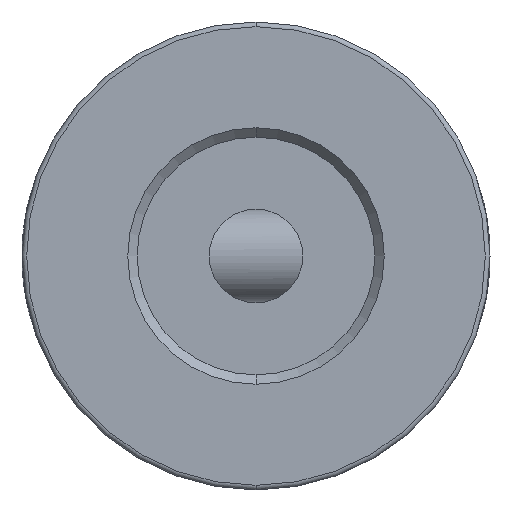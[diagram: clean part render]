
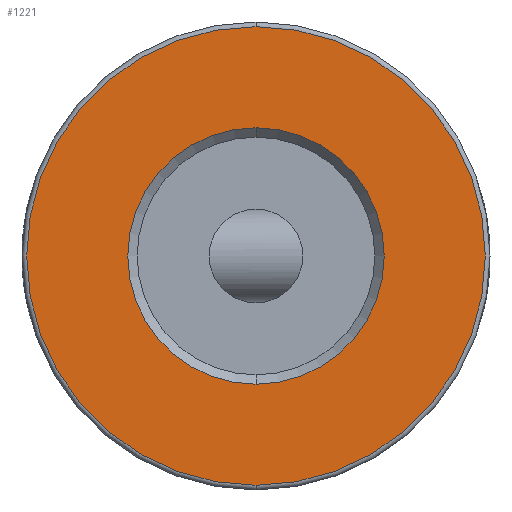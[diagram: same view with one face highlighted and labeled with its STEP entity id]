
A CAD part, front view. The second image highlights one B-rep face of the part: STEP entity #1221.
In plain terms, the highlighted planar face has unit normal (0, -1, 0).
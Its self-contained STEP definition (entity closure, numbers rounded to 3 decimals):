
#61 = FACE_BOUND ( 'NONE', #1579, .T. ) ;
#97 = CARTESIAN_POINT ( 'NONE',  ( -22.505, -24.002, 43.15 ) ) ;
#164 = DIRECTION ( 'NONE',  ( 0., -1., 0. ) ) ;
#181 = CARTESIAN_POINT ( 'NONE',  ( -22.505, -24.002, 50. ) ) ;
#285 = ORIENTED_EDGE ( 'NONE', *, *, #1511, .T. ) ;
#319 = CARTESIAN_POINT ( 'NONE',  ( -22.505, -24.002, 50. ) ) ;
#337 = CARTESIAN_POINT ( 'NONE',  ( -22.505, -24.002, 56.85 ) ) ;
#389 = ORIENTED_EDGE ( 'NONE', *, *, #2636, .T. ) ;
#409 = ORIENTED_EDGE ( 'NONE', *, *, #552, .T. ) ;
#443 = AXIS2_PLACEMENT_3D ( 'NONE', #884, #1121, #1157 ) ;
#455 = EDGE_LOOP ( 'NONE', ( #409, #285 ) ) ;
#552 = EDGE_CURVE ( 'NONE', #1793, #1648, #1378, .T. ) ;
#586 = CARTESIAN_POINT ( 'NONE',  ( -22.505, -24.002, 62.25 ) ) ;
#607 = AXIS2_PLACEMENT_3D ( 'NONE', #181, #164, #995 ) ;
#766 = CIRCLE ( 'NONE', #1828, 12.25 ) ;
#884 = CARTESIAN_POINT ( 'NONE',  ( -22.505, -24.002, 50. ) ) ;
#995 = DIRECTION ( 'NONE',  ( 0., 0., 1. ) ) ;
#1011 = CARTESIAN_POINT ( 'NONE',  ( -22.505, -24.002, 50. ) ) ;
#1035 = VERTEX_POINT ( 'NONE', #97 ) ;
#1121 = DIRECTION ( 'NONE',  ( 0., 1., 0. ) ) ;
#1157 = DIRECTION ( 'NONE',  ( 0., 0., 1. ) ) ;
#1221 = ADVANCED_FACE ( 'NONE', ( #2451, #61 ), #2756, .F. ) ;
#1378 = CIRCLE ( 'NONE', #607, 12.25 ) ;
#1385 = DIRECTION ( 'NONE',  ( 0., -1., 0. ) ) ;
#1511 = EDGE_CURVE ( 'NONE', #1648, #1793, #766, .T. ) ;
#1548 = CIRCLE ( 'NONE', #1714, 6.85 ) ;
#1579 = EDGE_LOOP ( 'NONE', ( #389, #2051 ) ) ;
#1596 = VERTEX_POINT ( 'NONE', #337 ) ;
#1602 = AXIS2_PLACEMENT_3D ( 'NONE', #1011, #3081, #2869 ) ;
#1648 = VERTEX_POINT ( 'NONE', #3104 ) ;
#1714 = AXIS2_PLACEMENT_3D ( 'NONE', #2186, #2757, #3277 ) ;
#1793 = VERTEX_POINT ( 'NONE', #586 ) ;
#1828 = AXIS2_PLACEMENT_3D ( 'NONE', #319, #1385, #3254 ) ;
#2051 = ORIENTED_EDGE ( 'NONE', *, *, #2222, .T. ) ;
#2186 = CARTESIAN_POINT ( 'NONE',  ( -22.505, -24.002, 50. ) ) ;
#2222 = EDGE_CURVE ( 'NONE', #1596, #1035, #3112, .T. ) ;
#2451 = FACE_OUTER_BOUND ( 'NONE', #455, .T. ) ;
#2636 = EDGE_CURVE ( 'NONE', #1035, #1596, #1548, .T. ) ;
#2756 = PLANE ( 'NONE',  #443 ) ;
#2757 = DIRECTION ( 'NONE',  ( 0., 1., 0. ) ) ;
#2869 = DIRECTION ( 'NONE',  ( 0., 0., 1. ) ) ;
#3081 = DIRECTION ( 'NONE',  ( 0., 1., 0. ) ) ;
#3104 = CARTESIAN_POINT ( 'NONE',  ( -22.505, -24.002, 37.75 ) ) ;
#3112 = CIRCLE ( 'NONE', #1602, 6.85 ) ;
#3254 = DIRECTION ( 'NONE',  ( 0., 0., 1. ) ) ;
#3277 = DIRECTION ( 'NONE',  ( 0., 0., 1. ) ) ;
